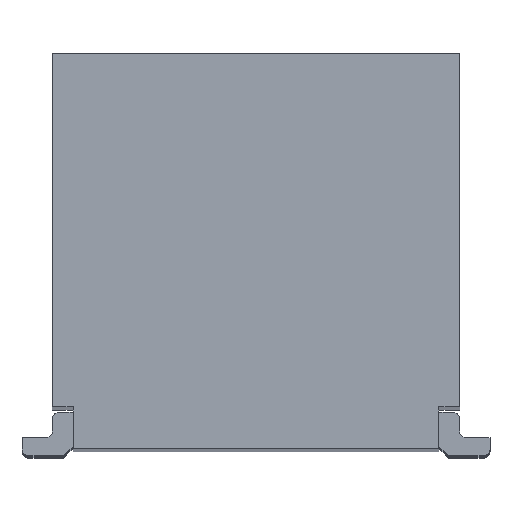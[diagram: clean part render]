
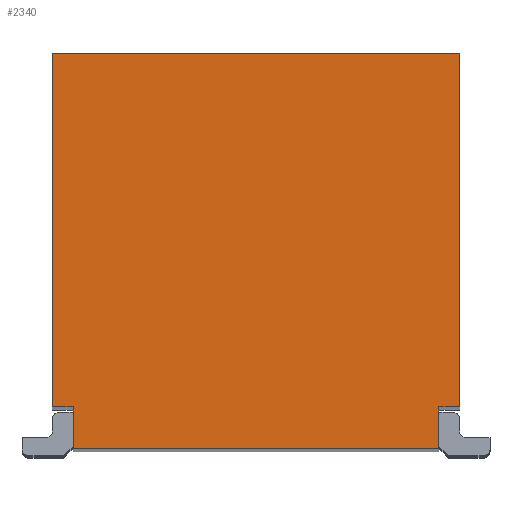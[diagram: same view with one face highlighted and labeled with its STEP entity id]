
A CAD part, top view. The second image highlights one B-rep face of the part: STEP entity #2340.
In plain terms, the highlighted planar face has unit normal (0, 0, 1).
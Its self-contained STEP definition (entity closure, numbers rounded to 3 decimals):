
#1630=CARTESIAN_POINT('',(0.67,0.062,7.415));
#1640=DIRECTION('',(0.,0.,-1.));
#1650=DIRECTION('',(1.,0.,0.));
#1660=AXIS2_PLACEMENT_3D('',#1630,#1640,#1650);
#1670=PLANE('',#1660);
#1680=CARTESIAN_POINT('',(0.,0.65,7.415));
#1690=DIRECTION('',(-1.,0.,0.));
#1700=VECTOR('',#1690,1.);
#1710=LINE('',#1680,#1700);
#1720=CARTESIAN_POINT('',(-1.32,0.65,7.415));
#1730=VERTEX_POINT('',#1720);
#1740=CARTESIAN_POINT('',(-1.47,0.65,7.415));
#1750=VERTEX_POINT('',#1740);
#1760=EDGE_CURVE('',#1730,#1750,#1710,.T.);
#1770=ORIENTED_EDGE('',*,*,#1760,.T.);
#1780=CARTESIAN_POINT('',(-1.32,0.,7.415));
#1790=DIRECTION('',(0.,1.,0.));
#1800=VECTOR('',#1790,1.);
#1810=LINE('',#1780,#1800);
#1820=CARTESIAN_POINT('',(-1.32,0.95,7.415));
#1830=VERTEX_POINT('',#1820);
#1840=EDGE_CURVE('',#1730,#1830,#1810,.T.);
#1850=ORIENTED_EDGE('',*,*,#1840,.F.);
#1860=CARTESIAN_POINT('',(0.,0.95,7.415));
#1870=DIRECTION('',(1.,0.,0.));
#1880=VECTOR('',#1870,1.);
#1890=LINE('',#1860,#1880);
#1900=CARTESIAN_POINT('',(1.32,0.95,7.415));
#1910=VERTEX_POINT('',#1900);
#1920=EDGE_CURVE('',#1830,#1910,#1890,.T.);
#1930=ORIENTED_EDGE('',*,*,#1920,.F.);
#1940=CARTESIAN_POINT('',(1.32,0.,7.415));
#1950=DIRECTION('',(0.,-1.,0.));
#1960=VECTOR('',#1950,1.);
#1970=LINE('',#1940,#1960);
#1980=CARTESIAN_POINT('',(1.32,0.65,7.415));
#1990=VERTEX_POINT('',#1980);
#2000=EDGE_CURVE('',#1910,#1990,#1970,.T.);
#2010=ORIENTED_EDGE('',*,*,#2000,.F.);
#2020=CARTESIAN_POINT('',(0.,0.65,7.415));
#2030=DIRECTION('',(-1.,0.,0.));
#2040=VECTOR('',#2030,1.);
#2050=LINE('',#2020,#2040);
#2060=CARTESIAN_POINT('',(1.47,0.65,7.415));
#2070=VERTEX_POINT('',#2060);
#2080=EDGE_CURVE('',#2070,#1990,#2050,.T.);
#2090=ORIENTED_EDGE('',*,*,#2080,.T.);
#2100=CARTESIAN_POINT('',(1.47,0.1,7.415));
#2110=DIRECTION('',(0.,1.,0.));
#2120=VECTOR('',#2110,1.);
#2130=LINE('',#2100,#2120);
#2140=CARTESIAN_POINT('',(1.47,-1.9,7.415));
#2150=VERTEX_POINT('',#2140);
#2160=EDGE_CURVE('',#2150,#2070,#2130,.T.);
#2170=ORIENTED_EDGE('',*,*,#2160,.T.);
#2180=CARTESIAN_POINT('',(0.,-1.9,7.415));
#2190=DIRECTION('',(-1.,0.,0.));
#2200=VECTOR('',#2190,1.);
#2210=LINE('',#2180,#2200);
#2220=CARTESIAN_POINT('',(-1.47,-1.9,7.415));
#2230=VERTEX_POINT('',#2220);
#2240=EDGE_CURVE('',#2150,#2230,#2210,.T.);
#2250=ORIENTED_EDGE('',*,*,#2240,.F.);
#2260=CARTESIAN_POINT('',(-1.47,0.45,7.415));
#2270=DIRECTION('',(0.,-1.,0.));
#2280=VECTOR('',#2270,1.);
#2290=LINE('',#2260,#2280);
#2300=EDGE_CURVE('',#1750,#2230,#2290,.T.);
#2310=ORIENTED_EDGE('',*,*,#2300,.T.);
#2320=EDGE_LOOP('',(#2310,#2250,#2170,#2090,#2010,#1930,#1850,#1770));
#2330=FACE_OUTER_BOUND('',#2320,.T.);
#2340=ADVANCED_FACE('',(#2330),#1670,.F.);
